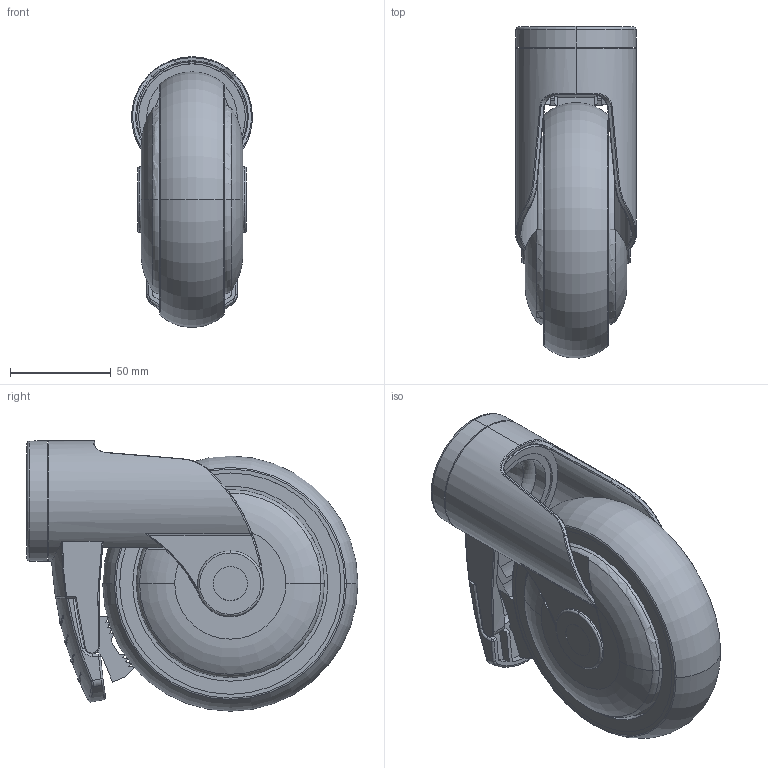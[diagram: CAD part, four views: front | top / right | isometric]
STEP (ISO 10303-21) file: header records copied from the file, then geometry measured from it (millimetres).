
FILE_DESCRIPTION (( 'STEP AP203' ), '1' );
FILE_NAME ('ACMCH-127SB.STEP', '2020-02-19T03:36:32', ( '' ), ( '' ), 'SwSTEP 2.0', 'SolidWorks 2019', '' );
FILE_SCHEMA (( 'CONFIG_CONTROL_DESIGN' ));
Length unit declared in the file: millimetre
Products named in the file (5): ACMCH-127 NON BRAKE FRMAE; ACMCH-127 WHEEL; ACMCH-127SB BRAKE; ACMCH-127SB BRAKE 2; ACMCH-127SB
Assembly tree (4 placements, depth 2):
  ACMCH-127SB
    ACMCH-127 NON BRAKE FRMAE
    ACMCH-127 WHEEL
    ACMCH-127SB BRAKE
    ACMCH-127SB BRAKE 2
Bounding box: 60 x 164.93 x 134.43 mm (x, y, z)
Volume: 581787.7 mm3; surface area: 107902.5 mm2
Topology: 4 solids, 4 shells, 535 faces, 1369 edges, 854 vertices
Faces by surface type: bspline 192, plane 143, cylinder 132, torus 56, cone 8, sphere 4
Entity records: 32862 total; most frequent: CARTESIAN_POINT 20958, ORIENTED_EDGE 2714, DIRECTION 1881, EDGE_CURVE 1357, VERTEX_POINT 854, AXIS2_PLACEMENT_3D 728, EDGE_LOOP 563, ADVANCED_FACE 535
